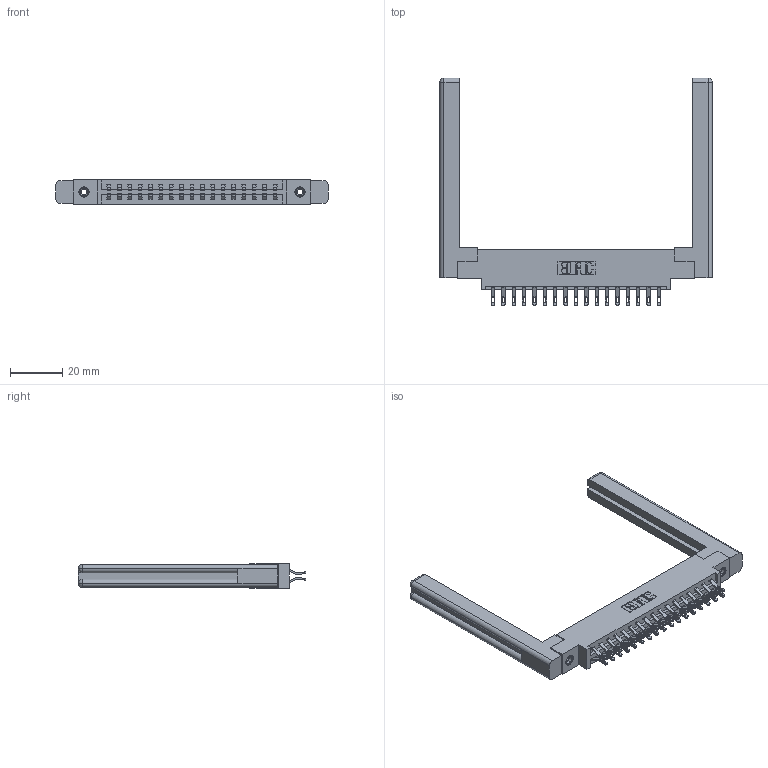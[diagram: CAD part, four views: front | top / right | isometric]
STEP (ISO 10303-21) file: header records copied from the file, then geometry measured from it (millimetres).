
FILE_DESCRIPTION (( 'STEP AP203' ), '1' );
FILE_NAME ('337-034-555-858.STEP', '2019-10-11T02:14:21', ( '' ), ( '' ), 'SwSTEP 2.0', 'SolidWorks 2016', '' );
FILE_SCHEMA (( 'CONFIG_CONTROL_DESIGN' ));
Length unit declared in the file: inch
Products named in the file (5): 307-220-058; 345-292-001_555 Tail; 345-250-001_345-250-001-102; 337 Part_0.170 Offset - 0.156 Dia-TI; 337-034-555-858
Assembly tree (39 placements, depth 2):
  337-034-555-858
    337 Part_0.170 Offset - 0.156 Dia-TI
    345-292-001_555 Tail  x34
    345-250-001_345-250-001-102  x2
    307-220-058  x2
Bounding box: 103.99 x 86.87 x 9.4 mm (x, y, z)
Volume: 17749.7 mm3; surface area: 17275.1 mm2
Topology: 39 solids, 39 shells, 2300 faces, 7103 edges, 4722 vertices
Faces by surface type: plane 1382, cylinder 894, cone 12, torus 12
Entity records: 19506 total; most frequent: CARTESIAN_POINT 3351, ORIENTED_EDGE 3196, DIRECTION 2882, EDGE_CURVE 1598, LINE 1402, VECTOR 1402, VERTEX_POINT 1058, AXIS2_PLACEMENT_3D 740
